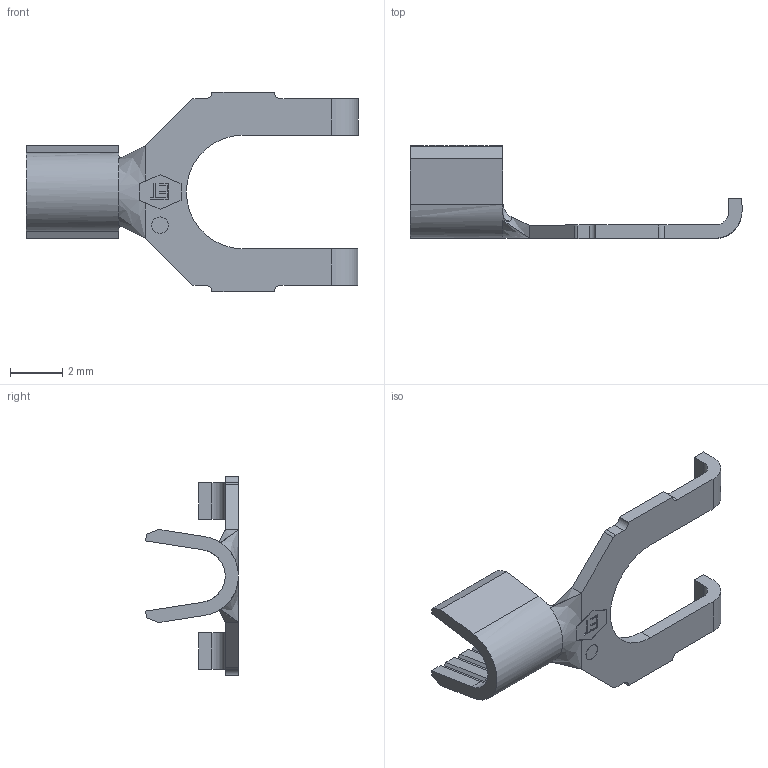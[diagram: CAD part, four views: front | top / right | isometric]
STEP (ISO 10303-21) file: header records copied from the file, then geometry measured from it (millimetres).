
FILE_DESCRIPTION (( 'STEP AP203' ), '1' );
FILE_NAME ('03390.STEP', '2019-12-30T14:08:01', ( 'tempuser' ), ( 'Microsoft' ), 'SwSTEP 2.0', 'SolidWorks 2019', '' );
FILE_SCHEMA (( 'CONFIG_CONTROL_DESIGN' ));
Length unit declared in the file: inch
Products named in the file (1): 03390
Bounding box: 12.7 x 3.56 x 7.65 mm (x, y, z)
Volume: 31 mm3; surface area: 159.2 mm2
Topology: 1 solids, 1 shells, 128 faces, 333 edges, 210 vertices
Faces by surface type: plane 91, cylinder 23, cone 8, bspline 6
Entity records: 3985 total; most frequent: CARTESIAN_POINT 791, ORIENTED_EDGE 666, DIRECTION 614, EDGE_CURVE 333, LINE 268, VECTOR 268, VERTEX_POINT 210, AXIS2_PLACEMENT_3D 173
